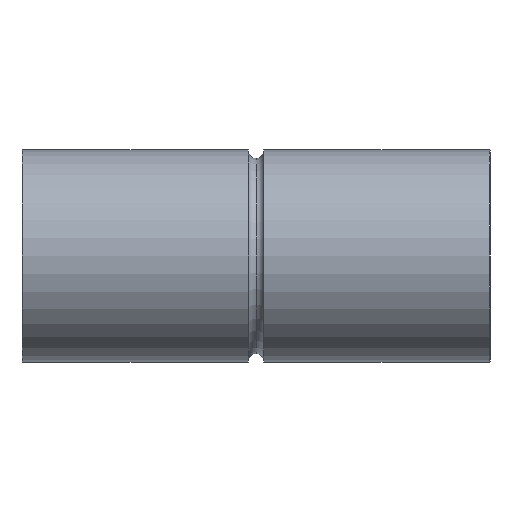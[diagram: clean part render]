
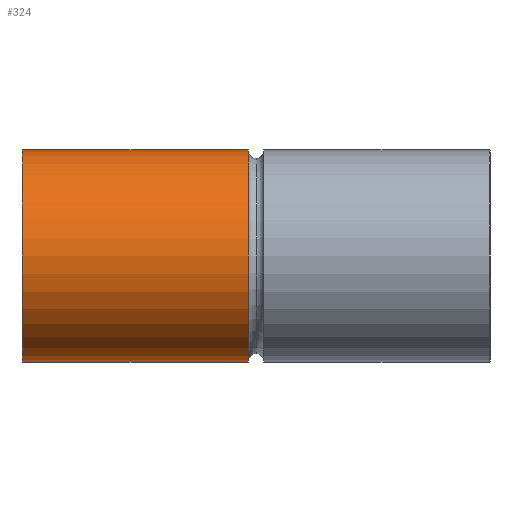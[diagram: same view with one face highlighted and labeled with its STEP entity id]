
A CAD part, front view. The second image highlights one B-rep face of the part: STEP entity #324.
In plain terms, the highlighted cylindrical face has radius 13.6 mm (diameter 27.2 mm), a partial arc.
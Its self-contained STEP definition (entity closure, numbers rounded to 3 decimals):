
#1=DIRECTION('',(1.,0.,0.));
#2=VECTOR('',#1,28.905);
#3=CARTESIAN_POINT('',(-29.9,0.,-13.6));
#4=LINE('',#3,#2);
#5=DIRECTION('',(1.,0.,0.));
#6=VECTOR('',#5,28.905);
#7=CARTESIAN_POINT('',(-29.9,0.,13.6));
#8=LINE('',#7,#6);
#19=CARTESIAN_POINT('',(-0.995,0.,0.));
#20=DIRECTION('',(1.,0.,0.));
#21=DIRECTION('',(0.,0.,1.));
#22=AXIS2_PLACEMENT_3D('',#19,#20,#21);
#238=CARTESIAN_POINT('',(-29.9,0.,0.));
#239=DIRECTION('',(-1.,0.,0.));
#240=DIRECTION('',(0.,0.,-1.));
#241=AXIS2_PLACEMENT_3D('',#238,#239,#240);
#269=CARTESIAN_POINT('',(-29.9,0.,-13.6));
#270=CARTESIAN_POINT('',(-0.995,0.,-13.6));
#271=VERTEX_POINT('',#269);
#272=VERTEX_POINT('',#270);
#279=CARTESIAN_POINT('',(-29.9,0.,13.6));
#280=CARTESIAN_POINT('',(-0.995,0.,13.6));
#281=VERTEX_POINT('',#279);
#282=VERTEX_POINT('',#280);
#309=CARTESIAN_POINT('',(-17.478,0.,0.));
#310=DIRECTION('',(-1.,0.,0.));
#311=DIRECTION('',(0.,0.,1.));
#312=AXIS2_PLACEMENT_3D('',#309,#310,#311);
#313=CYLINDRICAL_SURFACE('',#312,13.6);
#315=ORIENTED_EDGE('',*,*,#314,.F.);
#317=ORIENTED_EDGE('',*,*,#316,.T.);
#319=ORIENTED_EDGE('',*,*,#318,.T.);
#321=ORIENTED_EDGE('',*,*,#320,.T.);
#322=EDGE_LOOP('',(#315,#317,#319,#321));
#323=FACE_OUTER_BOUND('',#322,.F.);
#324=ADVANCED_FACE('',(#323),#313,.T.);
#23=CIRCLE('',#22,13.6);
#242=CIRCLE('',#241,13.6);
#314=EDGE_CURVE('',#271,#272,#4,.T.);
#316=EDGE_CURVE('',#271,#281,#242,.T.);
#318=EDGE_CURVE('',#281,#282,#8,.T.);
#320=EDGE_CURVE('',#282,#272,#23,.T.);
